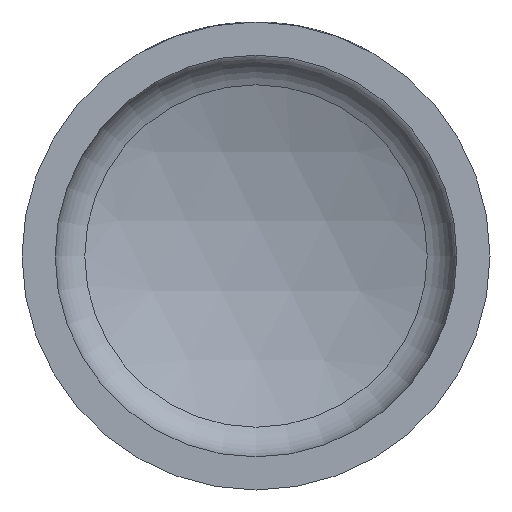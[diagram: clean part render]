
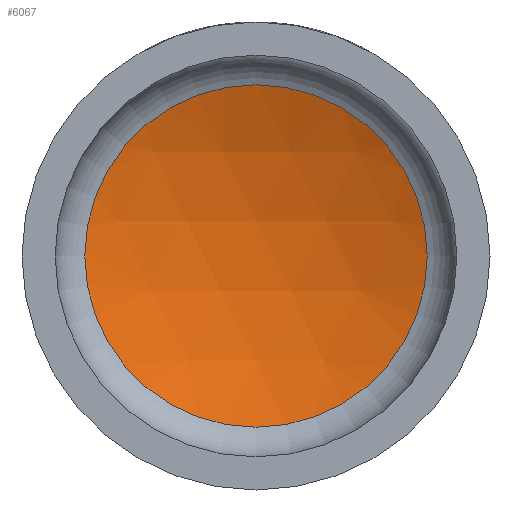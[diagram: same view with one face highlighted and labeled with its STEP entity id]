
A CAD part, front view. The second image highlights one B-rep face of the part: STEP entity #6067.
In plain terms, the highlighted spherical face has radius 42.4 mm.
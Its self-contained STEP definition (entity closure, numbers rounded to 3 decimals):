
#1118 = AXIS2_PLACEMENT_3D ( 'NONE', #10313, #2427, #16996 ) ;
#1818 = AXIS2_PLACEMENT_3D ( 'NONE', #8281, #13455, #8457 ) ;
#2427 = DIRECTION ( 'NONE',  ( 0., 0., 1. ) ) ;
#2814 = CARTESIAN_POINT ( 'NONE',  ( 0., 12.946, -15.511 ) ) ;
#2860 = FACE_OUTER_BOUND ( 'NONE', #4237, .T. ) ;
#3889 = VERTEX_POINT ( 'NONE', #2814 ) ;
#4237 = EDGE_LOOP ( 'NONE', ( #14885 ) ) ;
#4510 = CIRCLE ( 'NONE', #1818, 15.511 ) ;
#5535 = SPHERICAL_SURFACE ( 'NONE', #1118, 42.4 ) ;
#6067 = ADVANCED_FACE ( 'NONE', ( #2860 ), #5535, .F. ) ;
#8281 = CARTESIAN_POINT ( 'NONE',  ( 0., 12.946, 0. ) ) ;
#8457 = DIRECTION ( 'NONE',  ( 0., 0., -1. ) ) ;
#10313 = CARTESIAN_POINT ( 'NONE',  ( 0., -26.515, 0. ) ) ;
#13455 = DIRECTION ( 'NONE',  ( 0., -1., 0. ) ) ;
#13938 = EDGE_CURVE ( 'NONE', #3889, #3889, #4510, .T. ) ;
#14885 = ORIENTED_EDGE ( 'NONE', *, *, #13938, .T. ) ;
#16996 = DIRECTION ( 'NONE',  ( 1., 0., 0. ) ) ;
